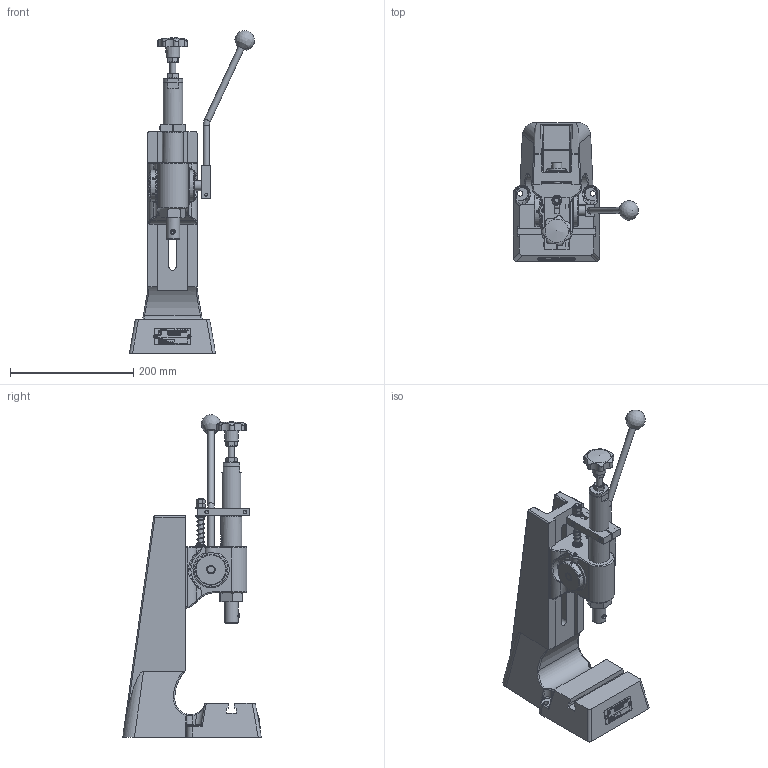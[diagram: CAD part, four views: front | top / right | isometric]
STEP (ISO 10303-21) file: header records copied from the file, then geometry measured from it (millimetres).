
FILE_DESCRIPTION(/* description */ ('Pressenständer HP 200'),/* implementation_level */ '2;1');
FILE_NAME(/* name */ 'HP_200_FE.stp',/* time_stamp */ '2017-05-08T11:01:32+02:00',/* author */ ('Finsterle'),/* organization */ (''),/* preprocessor_version */ 'ST-DEVELOPER v16.1',/* originating_system */ 'Autodesk Inventor 2016',/* authorisation */ '');
FILE_SCHEMA (('AUTOMOTIVE_DESIGN { 1 0 10303 214 3 1 1 }'));
Products named in the file (5): HBF-000867; HBF-000944_V; HBF-000314; HBF-000315; HBF-000945_V
Assembly tree (5 placements, depth 2):
  HBF-000945_V
    HBF-000867
    HBF-000944_V
    HBF-000314
    HBF-000315  x2
Bounding box: 203.4 x 225.05 x 524.41 mm (x, y, z)
Volume: 2459880.7 mm3; surface area: 359776 mm2
Topology: 5 solids, 5 shells, 2793 faces, 7411 edges, 4875 vertices
Faces by surface type: plane 1497, bspline 962, cylinder 210, cone 70, torus 39, sphere 15
Full cylindrical faces by diameter (mm): 2.5 x1, 3 x10, 3.15 x1, 3.2 x2, 4.8 x1, 4.917 x1, 6 x8, 6.1 x1, 6.5 x2, 6.6 x3, 8 x3, 8.376 x1, 8.4 x3, 8.5 x2, 9.98 x2, 10 x10, 10.5 x1, 11 x4, 12 x2, 12.5 x1, 16 x6, 20 x1, 20.376 x1, 21.5 x1, 22 x1, 22.5 x1, 25 x1, 26.376 x1, 28 x2, 30.376 x1
Entity records: 100331 total; most frequent: CARTESIAN_POINT 35778, ORIENTED_EDGE 14376, DIRECTION 9375, EDGE_CURVE 7186, VERTEX_POINT 4813, LINE 4473, VECTOR 4473, EDGE_LOOP 3222
